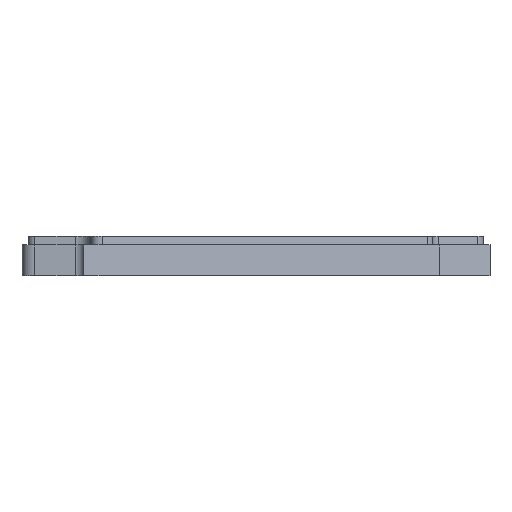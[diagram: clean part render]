
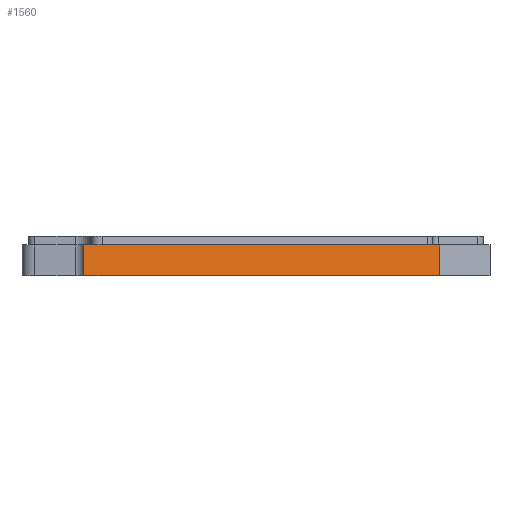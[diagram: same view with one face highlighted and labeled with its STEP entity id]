
A CAD part, left-side view. The second image highlights one B-rep face of the part: STEP entity #1560.
In plain terms, the highlighted planar face has unit normal (-0.94, -0.342, 0).
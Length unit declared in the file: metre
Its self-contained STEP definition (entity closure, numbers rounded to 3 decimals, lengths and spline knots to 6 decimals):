
#173=ORIENTED_EDGE('',*,*,#644,.F.);
#174=ORIENTED_EDGE('',*,*,#645,.T.);
#175=ORIENTED_EDGE('',*,*,#646,.T.);
#176=ORIENTED_EDGE('',*,*,#647,.F.);
#644=EDGE_CURVE('',#877,#878,#1018,.T.);
#645=EDGE_CURVE('',#877,#879,#1019,.T.);
#646=EDGE_CURVE('',#879,#880,#1020,.T.);
#647=EDGE_CURVE('',#878,#880,#1021,.T.);
#877=VERTEX_POINT('',#2458);
#878=VERTEX_POINT('',#2459);
#879=VERTEX_POINT('',#2461);
#880=VERTEX_POINT('',#2463);
#1018=LINE('',#2457,#1204);
#1019=LINE('',#2460,#1205);
#1020=LINE('',#2462,#1206);
#1021=LINE('',#2464,#1207);
#1204=VECTOR('',#1865,1.);
#1205=VECTOR('',#1866,1.);
#1206=VECTOR('',#1867,1.);
#1207=VECTOR('',#1868,1.);
#1339=EDGE_LOOP('',(#173,#174,#175,#176));
#1421=FACE_BOUND('',#1339,.T.);
#1503=PLANE('',#1671);
#1560=ADVANCED_FACE('',(#1421),#1503,.T.);
#1671=AXIS2_PLACEMENT_3D('',#2456,#1863,#1864);
#1863=DIRECTION('',(-0.94,-0.342,0.));
#1864=DIRECTION('',(0.342,-0.94,0.));
#1865=DIRECTION('',(0.,0.,-1.));
#1866=DIRECTION('',(-0.342,0.94,0.));
#1867=DIRECTION('',(0.,0.,-1.));
#1868=DIRECTION('',(-0.342,0.94,0.));
#2456=CARTESIAN_POINT('',(-0.07975,-0.010718,0.0295));
#2457=CARTESIAN_POINT('',(-0.03136,-0.143669,0.0295));
#2458=CARTESIAN_POINT('',(-0.03136,-0.143669,0.023));
#2459=CARTESIAN_POINT('',(-0.03136,-0.143669,0.));
#2460=CARTESIAN_POINT('',(-0.07975,-0.010718,0.023));
#2461=CARTESIAN_POINT('',(-0.128141,0.122233,0.023));
#2462=CARTESIAN_POINT('',(-0.128141,0.122233,0.0295));
#2463=CARTESIAN_POINT('',(-0.128141,0.122233,0.));
#2464=CARTESIAN_POINT('',(-0.07975,-0.010718,0.));
